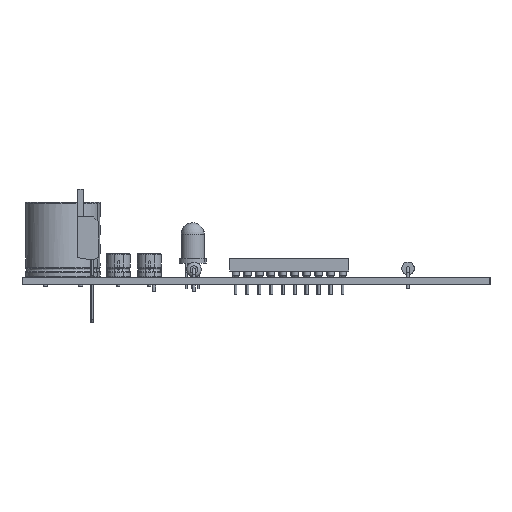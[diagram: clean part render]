
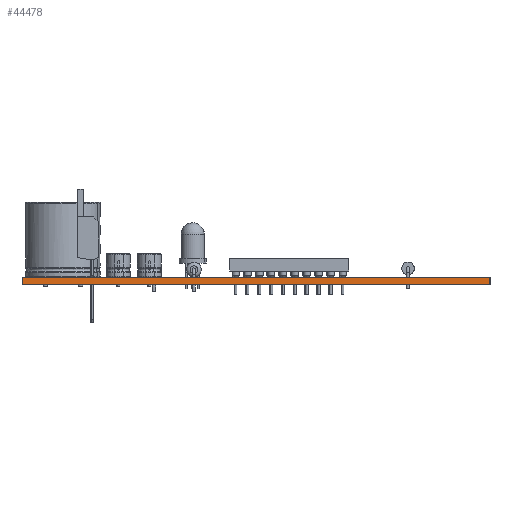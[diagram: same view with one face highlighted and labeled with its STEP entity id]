
A CAD part, left-side view. The second image highlights one B-rep face of the part: STEP entity #44478.
In plain terms, the highlighted planar face has unit normal (-1, 0, 0).
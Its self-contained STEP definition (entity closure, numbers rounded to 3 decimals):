
#44478 = ADVANCED_FACE('',(#44479),#44493,.F.);
#44479 = FACE_BOUND('',#44480,.F.);
#44480 = EDGE_LOOP('',(#44481,#44516,#44544,#44572));
#44481 = ORIENTED_EDGE('',*,*,#44482,.T.);
#44482 = EDGE_CURVE('',#44483,#44485,#44487,.T.);
#44483 = VERTEX_POINT('',#44484);
#44484 = CARTESIAN_POINT('',(13.,-13.,0.));
#44485 = VERTEX_POINT('',#44486);
#44486 = CARTESIAN_POINT('',(13.,-13.,1.6));
#44487 = SURFACE_CURVE('',#44488,(#44492,#44504),.PCURVE_S1.);
#44488 = LINE('',#44489,#44490);
#44489 = CARTESIAN_POINT('',(13.,-13.,0.));
#44490 = VECTOR('',#44491,1.);
#44491 = DIRECTION('',(0.,0.,1.));
#44492 = PCURVE('',#44493,#44498);
#44493 = PLANE('',#44494);
#44494 = AXIS2_PLACEMENT_3D('',#44495,#44496,#44497);
#44495 = CARTESIAN_POINT('',(13.,-13.,0.));
#44496 = DIRECTION('',(1.,0.,0.));
#44497 = DIRECTION('',(0.,-1.,0.));
#44498 = DEFINITIONAL_REPRESENTATION('',(#44499),#44503);
#44499 = LINE('',#44500,#44501);
#44500 = CARTESIAN_POINT('',(0.,0.));
#44501 = VECTOR('',#44502,1.);
#44502 = DIRECTION('',(0.,-1.));
#44503 = ( GEOMETRIC_REPRESENTATION_CONTEXT(2) 
PARAMETRIC_REPRESENTATION_CONTEXT() REPRESENTATION_CONTEXT('2D SPACE',''
  ) );
#44504 = PCURVE('',#44505,#44510);
#44505 = PLANE('',#44506);
#44506 = AXIS2_PLACEMENT_3D('',#44507,#44508,#44509);
#44507 = CARTESIAN_POINT('',(133.,-13.,0.));
#44508 = DIRECTION('',(0.,-1.,0.));
#44509 = DIRECTION('',(-1.,0.,0.));
#44510 = DEFINITIONAL_REPRESENTATION('',(#44511),#44515);
#44511 = LINE('',#44512,#44513);
#44512 = CARTESIAN_POINT('',(120.,0.));
#44513 = VECTOR('',#44514,1.);
#44514 = DIRECTION('',(0.,-1.));
#44515 = ( GEOMETRIC_REPRESENTATION_CONTEXT(2) 
PARAMETRIC_REPRESENTATION_CONTEXT() REPRESENTATION_CONTEXT('2D SPACE',''
  ) );
#44516 = ORIENTED_EDGE('',*,*,#44517,.T.);
#44517 = EDGE_CURVE('',#44485,#44518,#44520,.T.);
#44518 = VERTEX_POINT('',#44519);
#44519 = CARTESIAN_POINT('',(13.,-113.,1.6));
#44520 = SURFACE_CURVE('',#44521,(#44525,#44532),.PCURVE_S1.);
#44521 = LINE('',#44522,#44523);
#44522 = CARTESIAN_POINT('',(13.,-13.,1.6));
#44523 = VECTOR('',#44524,1.);
#44524 = DIRECTION('',(0.,-1.,0.));
#44525 = PCURVE('',#44493,#44526);
#44526 = DEFINITIONAL_REPRESENTATION('',(#44527),#44531);
#44527 = LINE('',#44528,#44529);
#44528 = CARTESIAN_POINT('',(0.,-1.6));
#44529 = VECTOR('',#44530,1.);
#44530 = DIRECTION('',(1.,0.));
#44531 = ( GEOMETRIC_REPRESENTATION_CONTEXT(2) 
PARAMETRIC_REPRESENTATION_CONTEXT() REPRESENTATION_CONTEXT('2D SPACE',''
  ) );
#44532 = PCURVE('',#44533,#44538);
#44533 = PLANE('',#44534);
#44534 = AXIS2_PLACEMENT_3D('',#44535,#44536,#44537);
#44535 = CARTESIAN_POINT('',(73.,-63.,1.6));
#44536 = DIRECTION('',(0.,0.,1.));
#44537 = DIRECTION('',(1.,0.,0.));
#44538 = DEFINITIONAL_REPRESENTATION('',(#44539),#44543);
#44539 = LINE('',#44540,#44541);
#44540 = CARTESIAN_POINT('',(-60.,50.));
#44541 = VECTOR('',#44542,1.);
#44542 = DIRECTION('',(0.,-1.));
#44543 = ( GEOMETRIC_REPRESENTATION_CONTEXT(2) 
PARAMETRIC_REPRESENTATION_CONTEXT() REPRESENTATION_CONTEXT('2D SPACE',''
  ) );
#44544 = ORIENTED_EDGE('',*,*,#44545,.F.);
#44545 = EDGE_CURVE('',#44546,#44518,#44548,.T.);
#44546 = VERTEX_POINT('',#44547);
#44547 = CARTESIAN_POINT('',(13.,-113.,0.));
#44548 = SURFACE_CURVE('',#44549,(#44553,#44560),.PCURVE_S1.);
#44549 = LINE('',#44550,#44551);
#44550 = CARTESIAN_POINT('',(13.,-113.,0.));
#44551 = VECTOR('',#44552,1.);
#44552 = DIRECTION('',(0.,0.,1.));
#44553 = PCURVE('',#44493,#44554);
#44554 = DEFINITIONAL_REPRESENTATION('',(#44555),#44559);
#44555 = LINE('',#44556,#44557);
#44556 = CARTESIAN_POINT('',(100.,0.));
#44557 = VECTOR('',#44558,1.);
#44558 = DIRECTION('',(0.,-1.));
#44559 = ( GEOMETRIC_REPRESENTATION_CONTEXT(2) 
PARAMETRIC_REPRESENTATION_CONTEXT() REPRESENTATION_CONTEXT('2D SPACE',''
  ) );
#44560 = PCURVE('',#44561,#44566);
#44561 = PLANE('',#44562);
#44562 = AXIS2_PLACEMENT_3D('',#44563,#44564,#44565);
#44563 = CARTESIAN_POINT('',(13.,-113.,0.));
#44564 = DIRECTION('',(0.,1.,0.));
#44565 = DIRECTION('',(1.,0.,0.));
#44566 = DEFINITIONAL_REPRESENTATION('',(#44567),#44571);
#44567 = LINE('',#44568,#44569);
#44568 = CARTESIAN_POINT('',(0.,0.));
#44569 = VECTOR('',#44570,1.);
#44570 = DIRECTION('',(0.,-1.));
#44571 = ( GEOMETRIC_REPRESENTATION_CONTEXT(2) 
PARAMETRIC_REPRESENTATION_CONTEXT() REPRESENTATION_CONTEXT('2D SPACE',''
  ) );
#44572 = ORIENTED_EDGE('',*,*,#44573,.F.);
#44573 = EDGE_CURVE('',#44483,#44546,#44574,.T.);
#44574 = SURFACE_CURVE('',#44575,(#44579,#44586),.PCURVE_S1.);
#44575 = LINE('',#44576,#44577);
#44576 = CARTESIAN_POINT('',(13.,-13.,0.));
#44577 = VECTOR('',#44578,1.);
#44578 = DIRECTION('',(0.,-1.,0.));
#44579 = PCURVE('',#44493,#44580);
#44580 = DEFINITIONAL_REPRESENTATION('',(#44581),#44585);
#44581 = LINE('',#44582,#44583);
#44582 = CARTESIAN_POINT('',(0.,0.));
#44583 = VECTOR('',#44584,1.);
#44584 = DIRECTION('',(1.,0.));
#44585 = ( GEOMETRIC_REPRESENTATION_CONTEXT(2) 
PARAMETRIC_REPRESENTATION_CONTEXT() REPRESENTATION_CONTEXT('2D SPACE',''
  ) );
#44586 = PCURVE('',#44587,#44592);
#44587 = PLANE('',#44588);
#44588 = AXIS2_PLACEMENT_3D('',#44589,#44590,#44591);
#44589 = CARTESIAN_POINT('',(73.,-63.,0.));
#44590 = DIRECTION('',(0.,0.,1.));
#44591 = DIRECTION('',(1.,0.,0.));
#44592 = DEFINITIONAL_REPRESENTATION('',(#44593),#44597);
#44593 = LINE('',#44594,#44595);
#44594 = CARTESIAN_POINT('',(-60.,50.));
#44595 = VECTOR('',#44596,1.);
#44596 = DIRECTION('',(0.,-1.));
#44597 = ( GEOMETRIC_REPRESENTATION_CONTEXT(2) 
PARAMETRIC_REPRESENTATION_CONTEXT() REPRESENTATION_CONTEXT('2D SPACE',''
  ) );
